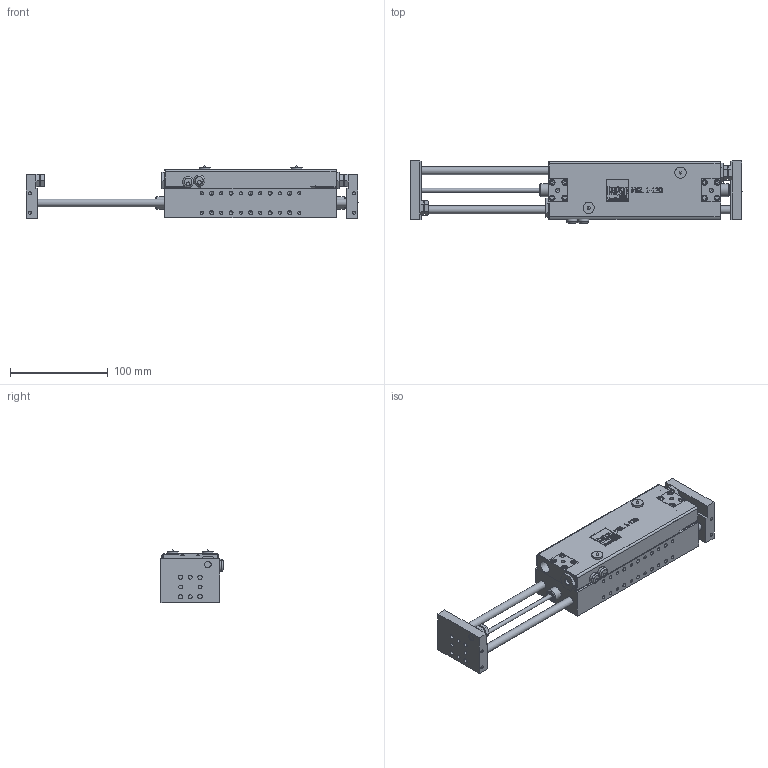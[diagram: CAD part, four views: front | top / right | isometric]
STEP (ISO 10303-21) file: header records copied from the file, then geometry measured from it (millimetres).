
FILE_DESCRIPTION((''),'2;1');
FILE_NAME('MSL1-120.stp','2012-09-27T14:45:20',('hartung_david'),(''),'Autodesk Inventor 2012','Autodesk Inventor 2012','');
FILE_SCHEMA(('AUTOMOTIVE_DESIGN { 1 0 10303 214 1 1 1 1 }'));
Length unit declared in the file: millimetre
Products named in the file (3): MSL1-120; MSL1-120-010; MSL1-120-020
Assembly tree (2 placements, depth 2):
  MSL1-120
    MSL1-120-010
    MSL1-120-020
Bounding box: 340 x 63.5 x 54.5 mm (x, y, z)
Volume: 556349.4 mm3; surface area: 141576.9 mm2
Topology: 2 solids, 26 shells, 1272 faces, 3253 edges, 2144 vertices
Faces by surface type: plane 613, cylinder 284, bspline 225, cone 140, torus 10
Full cylindrical faces by diameter (mm): 2.459 x2, 3.242 x48, 3.459 x2, 3.7 x2, 4 x44, 4.134 x2, 4.5 x8, 5.5 x8, 5.675 x2, 6 x10, 6.5 x2, 6.647 x2, 6.917 x2, 7 x2, 7.2 x2, 8 x20, 8.5 x2, 8.8 x2, 9 x2, 9.5 x2, 10.8 x2, 11 x2, 11.4 x2, 11.5 x2, 12.376 x2, 13 x2, 22.6 x2, 23 x2
Entity records: 40359 total; most frequent: CARTESIAN_POINT 11786, ORIENTED_EDGE 5528, DIRECTION 4779, EDGE_CURVE 2764, VERTEX_POINT 1955, EDGE_LOOP 1783, VECTOR 1637, LINE 1637
